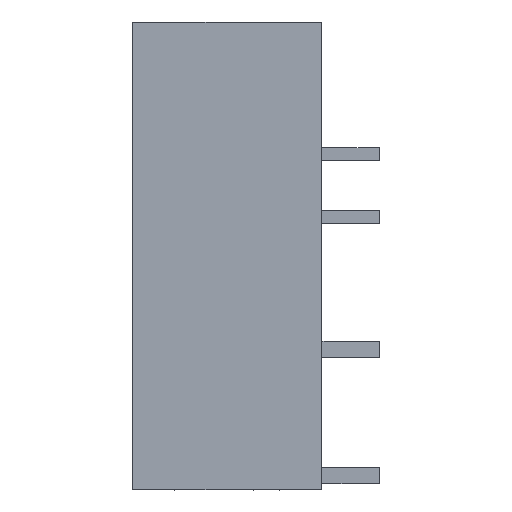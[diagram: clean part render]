
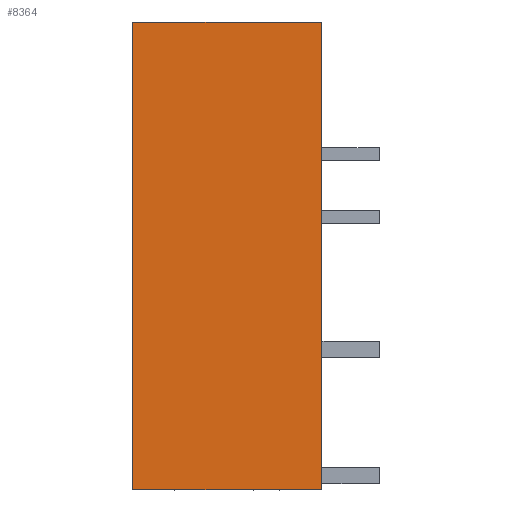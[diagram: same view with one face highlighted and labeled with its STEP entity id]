
A CAD part, left-side view. The second image highlights one B-rep face of the part: STEP entity #8364.
In plain terms, the highlighted planar face has unit normal (-1, 0, 0).
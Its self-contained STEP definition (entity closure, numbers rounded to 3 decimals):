
#8351=AXIS2_PLACEMENT_3D('Plane Axis2P3D',#8348,#8349,#8350) ;
#4211=CARTESIAN_POINT('Vertex',(0.,14.9,0.)) ;
#4214=CARTESIAN_POINT('Line Origine',(0.,14.9,14.15)) ;
#4218=CARTESIAN_POINT('Vertex',(0.,14.9,28.3)) ;
#5157=CARTESIAN_POINT('Vertex',(0.,3.5,28.3)) ;
#5160=CARTESIAN_POINT('Line Origine',(0.,3.5,14.15)) ;
#5164=CARTESIAN_POINT('Vertex',(0.,3.5,0.)) ;
#8335=CARTESIAN_POINT('Line Origine',(0.,9.2,0.)) ;
#8348=CARTESIAN_POINT('Axis2P3D Location',(0.,14.9,28.3)) ;
#8353=CARTESIAN_POINT('Line Origine',(0.,9.2,28.3)) ;
#4215=DIRECTION('Vector Direction',(0.,0.,-1.)) ;
#5161=DIRECTION('Vector Direction',(0.,0.,-1.)) ;
#8336=DIRECTION('Vector Direction',(0.,-1.,0.)) ;
#8349=DIRECTION('Axis2P3D Direction',(-1.,-0.,-0.)) ;
#8350=DIRECTION('Axis2P3D XDirection',(0.,0.,-1.)) ;
#8354=DIRECTION('Vector Direction',(0.,-1.,0.)) ;
#4216=VECTOR('Line Direction',#4215,1.) ;
#5162=VECTOR('Line Direction',#5161,1.) ;
#8337=VECTOR('Line Direction',#8336,1.) ;
#8355=VECTOR('Line Direction',#8354,1.) ;
#8359=ORIENTED_EDGE('',*,*,#8357,.F.) ;
#8360=ORIENTED_EDGE('',*,*,#4220,.F.) ;
#8361=ORIENTED_EDGE('',*,*,#8339,.T.) ;
#8362=ORIENTED_EDGE('',*,*,#5166,.F.) ;
#8364=ADVANCED_FACE('HOUSING',(#8363),#8352,.T.) ;
#4220=EDGE_CURVE('',#4212,#4219,#4217,.F.) ;
#5166=EDGE_CURVE('',#5158,#5165,#5163,.T.) ;
#8339=EDGE_CURVE('',#4212,#5165,#8338,.T.) ;
#8357=EDGE_CURVE('',#4219,#5158,#8356,.T.) ;
#8358=EDGE_LOOP('',(#8359,#8360,#8361,#8362)) ;
#8363=FACE_OUTER_BOUND('',#8358,.T.) ;
#4217=LINE('Line',#4214,#4216) ;
#5163=LINE('Line',#5160,#5162) ;
#8338=LINE('Line',#8335,#8337) ;
#8356=LINE('Line',#8353,#8355) ;
#8352=PLANE('',#8351) ;
#4212=VERTEX_POINT('',#4211) ;
#4219=VERTEX_POINT('',#4218) ;
#5158=VERTEX_POINT('',#5157) ;
#5165=VERTEX_POINT('',#5164) ;
